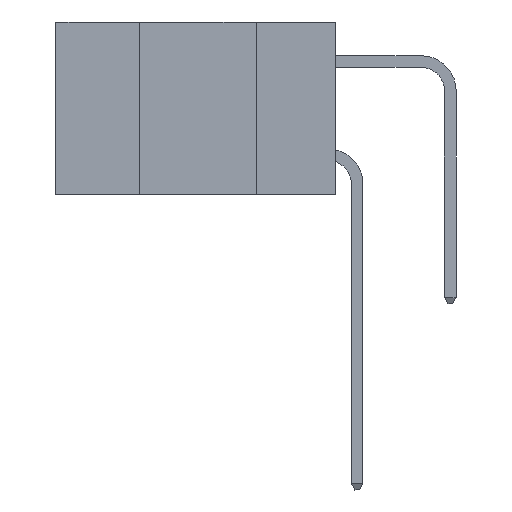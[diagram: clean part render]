
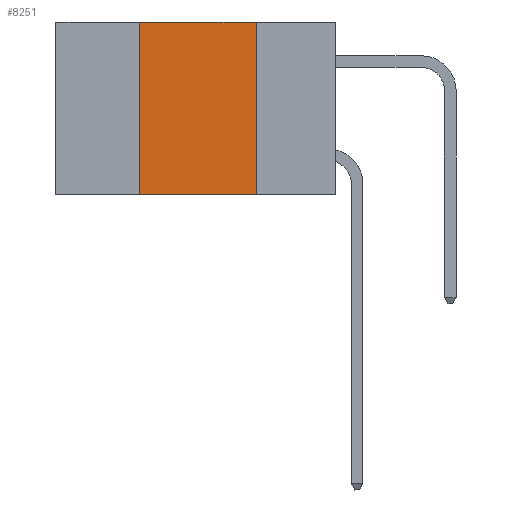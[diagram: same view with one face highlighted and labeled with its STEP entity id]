
A CAD part, left-side view. The second image highlights one B-rep face of the part: STEP entity #8251.
In plain terms, the highlighted planar face has unit normal (-1, 0, 0).
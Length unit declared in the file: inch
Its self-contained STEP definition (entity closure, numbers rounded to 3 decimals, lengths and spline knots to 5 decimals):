
#1028 = VECTOR ( 'NONE', #5531, 39.37008 ) ;
#1561 = VECTOR ( 'NONE', #6352, 39.37008 ) ;
#2636 = DIRECTION ( 'NONE',  ( 0., -1., 0. ) ) ;
#2718 = VECTOR ( 'NONE', #2636, 39.37008 ) ;
#2956 = VERTEX_POINT ( 'NONE', #19121 ) ;
#2978 = CARTESIAN_POINT ( 'NONE',  ( 0., 0.6, -0.37 ) ) ;
#3505 = EDGE_LOOP ( 'NONE', ( #8136, #15776, #10724, #8453 ) ) ;
#3794 = EDGE_CURVE ( 'NONE', #13251, #16913, #21640, .T. ) ;
#5140 = VERTEX_POINT ( 'NONE', #22849 ) ;
#5271 = CARTESIAN_POINT ( 'NONE',  ( 0., 0.42, -0.37 ) ) ;
#5531 = DIRECTION ( 'NONE',  ( 0., -1., 0. ) ) ;
#6173 = CARTESIAN_POINT ( 'NONE',  ( 0., 0.17, -0.37 ) ) ;
#6352 = DIRECTION ( 'NONE',  ( 0., 0., 1. ) ) ;
#8128 = AXIS2_PLACEMENT_3D ( 'NONE', #22079, #8501, #12407 ) ;
#8136 = ORIENTED_EDGE ( 'NONE', *, *, #22685, .F. ) ;
#8251 = ADVANCED_FACE ( 'NONE', ( #12996 ), #14077, .F. ) ;
#8453 = ORIENTED_EDGE ( 'NONE', *, *, #3794, .T. ) ;
#8501 = DIRECTION ( 'NONE',  ( 1., 0., 0. ) ) ;
#10724 = ORIENTED_EDGE ( 'NONE', *, *, #22265, .F. ) ;
#12407 = DIRECTION ( 'NONE',  ( 0., 0., -1. ) ) ;
#12996 = FACE_OUTER_BOUND ( 'NONE', #3505, .T. ) ;
#13251 = VERTEX_POINT ( 'NONE', #5271 ) ;
#13588 = DIRECTION ( 'NONE',  ( 0., 0., -1. ) ) ;
#14077 = PLANE ( 'NONE',  #8128 ) ;
#14425 = LINE ( 'NONE', #15284, #20454 ) ;
#15272 = EDGE_CURVE ( 'NONE', #2956, #5140, #15396, .T. ) ;
#15284 = CARTESIAN_POINT ( 'NONE',  ( 0., 0.17, 0. ) ) ;
#15396 = LINE ( 'NONE', #22576, #1028 ) ;
#15776 = ORIENTED_EDGE ( 'NONE', *, *, #15272, .F. ) ;
#16913 = VERTEX_POINT ( 'NONE', #6173 ) ;
#19121 = CARTESIAN_POINT ( 'NONE',  ( 0., 0.42, 0. ) ) ;
#20454 = VECTOR ( 'NONE', #13588, 39.37008 ) ;
#21094 = LINE ( 'NONE', #23685, #1561 ) ;
#21640 = LINE ( 'NONE', #2978, #2718 ) ;
#22079 = CARTESIAN_POINT ( 'NONE',  ( 0., 0.6, 0. ) ) ;
#22265 = EDGE_CURVE ( 'NONE', #13251, #2956, #21094, .T. ) ;
#22576 = CARTESIAN_POINT ( 'NONE',  ( 0., 0.6, 0. ) ) ;
#22685 = EDGE_CURVE ( 'NONE', #5140, #16913, #14425, .T. ) ;
#22849 = CARTESIAN_POINT ( 'NONE',  ( 0., 0.17, 0. ) ) ;
#23685 = CARTESIAN_POINT ( 'NONE',  ( 0., 0.42, 0. ) ) ;
